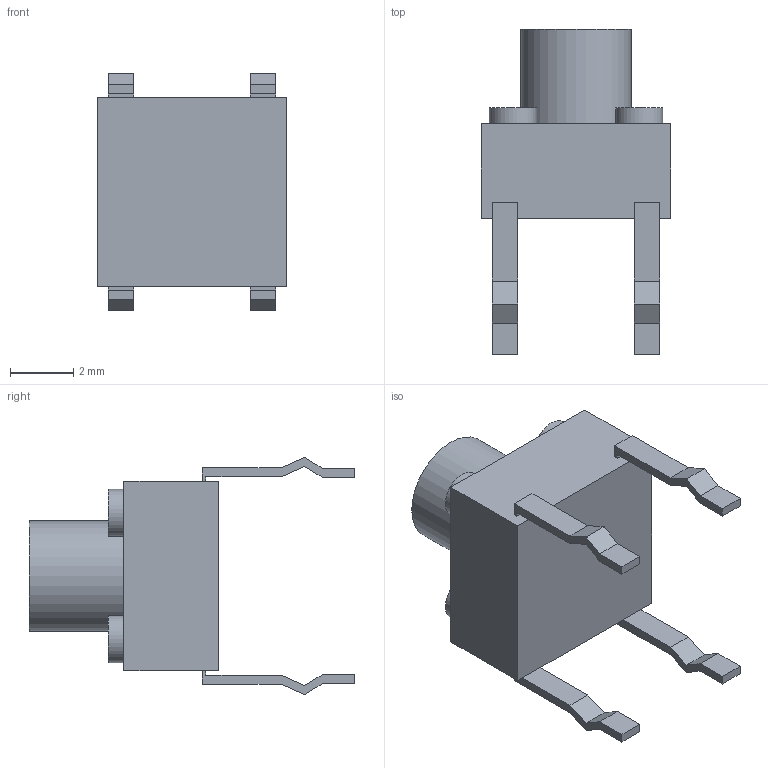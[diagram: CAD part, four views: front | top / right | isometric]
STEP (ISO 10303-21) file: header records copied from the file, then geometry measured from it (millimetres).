
FILE_DESCRIPTION(/* description */ (''),/* implementation_level */ '2;1');
FILE_NAME(/* name */ 'mypushbutton.stp',/* time_stamp */ '2023-09-28T07:43:03-06:00',/* author */ ('USER'),/* organization */ (''),/* preprocessor_version */ 'ST-DEVELOPER v19.2',/* originating_system */ 'Autodesk Inventor 2024',/* authorisation */ '');
FILE_SCHEMA (('AUTOMOTIVE_DESIGN { 1 0 10303 214 3 1 1 }'));
Length unit declared in the file: millimetre
Products named in the file (1): pushbutton
Bounding box: 6 x 10.32 x 7.52 mm (x, y, z)
Volume: 144.9 mm3; surface area: 231.7 mm2
Topology: 1 solids, 1 shells, 68 faces, 171 edges, 114 vertices
Faces by surface type: plane 63, cylinder 5
Full cylindrical faces by diameter (mm): 1.5 x4, 3.5 x1
Entity records: 2132 total; most frequent: CARTESIAN_POINT 354, ORIENTED_EDGE 342, DIRECTION 319, EDGE_CURVE 171, LINE 161, VECTOR 161, VERTEX_POINT 114, AXIS2_PLACEMENT_3D 79
